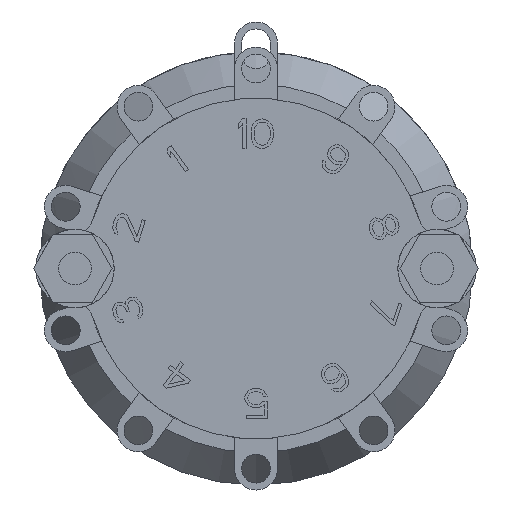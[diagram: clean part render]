
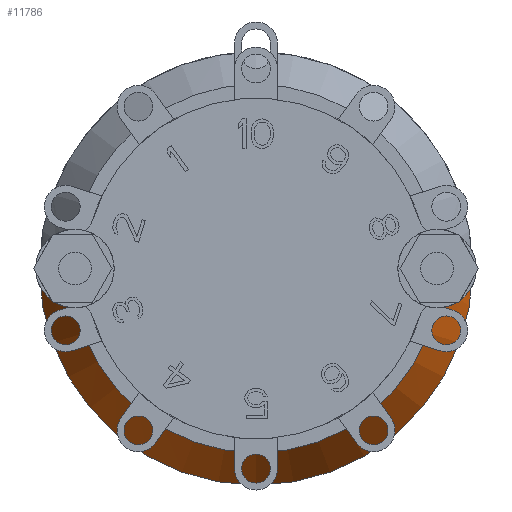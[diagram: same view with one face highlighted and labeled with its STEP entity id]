
A CAD part, front view. The second image highlights one B-rep face of the part: STEP entity #11786.
In plain terms, the highlighted conical face has half-angle 30 degrees and reference radius 11.665 mm.
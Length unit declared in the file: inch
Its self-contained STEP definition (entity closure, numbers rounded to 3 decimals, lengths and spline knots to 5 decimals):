
#2882=CARTESIAN_POINT('',(0.493,0.64394,0.));
#2916=DIRECTION('',(-0.5,0.866,0.));
#2917=VECTOR('',#2916,0.007);
#2918=CARTESIAN_POINT('',(-0.493,0.64394,0.));
#2919=LINE('',#2918,#2917);
#2920=CARTESIAN_POINT('',(-0.41676,0.52442,
-0.07798));
#2921=CARTESIAN_POINT('',(-0.42195,0.53321,
-0.07786));
#2922=CARTESIAN_POINT('',(-0.43195,0.54986,
-0.0766));
#2923=CARTESIAN_POINT('',(-0.44555,0.57179,
-0.07222));
#2924=CARTESIAN_POINT('',(-0.45775,0.59096,
-0.06572));
#2925=CARTESIAN_POINT('',(-0.46841,0.60735,
-0.05737));
#2926=CARTESIAN_POINT('',(-0.47739,0.6209,
-0.04744));
#2927=CARTESIAN_POINT('',(-0.48451,0.63149,
-0.0362));
#2928=CARTESIAN_POINT('',(-0.48955,0.6389,
-0.02412));
#2929=CARTESIAN_POINT('',(-0.49242,0.64309,
-0.01185));
#2930=CARTESIAN_POINT('',(-0.493,0.64394,-0.00388));
#2931=CARTESIAN_POINT('',(-0.493,0.64394,0.));
#2933=CARTESIAN_POINT('',(-0.41676,0.52442,
-0.07798));
#2934=CARTESIAN_POINT('',(-0.41653,0.52403,
-0.07799));
#2935=CARTESIAN_POINT('',(-0.41608,0.52326,
-0.078));
#2936=CARTESIAN_POINT('',(-0.41539,0.5221,
-0.07803));
#2937=CARTESIAN_POINT('',(-0.41494,0.52134,
-0.07806));
#2938=CARTESIAN_POINT('',(-0.41472,0.52096,
-0.07807));
#2940=CARTESIAN_POINT('',(0.,0.52096,0.));
#2941=DIRECTION('',(0.,1.,0.));
#2942=DIRECTION('',(0.983,0.,-0.185));
#2943=AXIS2_PLACEMENT_3D('',#2940,#2941,#2942);
#2945=CARTESIAN_POINT('',(0.41472,0.52096,
-0.07807));
#2946=CARTESIAN_POINT('',(0.41494,0.52134,
-0.07806));
#2947=CARTESIAN_POINT('',(0.41539,0.5221,
-0.07803));
#2948=CARTESIAN_POINT('',(0.41608,0.52326,
-0.078));
#2949=CARTESIAN_POINT('',(0.41653,0.52403,
-0.07799));
#2950=CARTESIAN_POINT('',(0.41676,0.52442,
-0.07798));
#2952=CARTESIAN_POINT('',(0.493,0.64394,0.));
#2953=CARTESIAN_POINT('',(0.493,0.64394,-0.004));
#2954=CARTESIAN_POINT('',(0.49237,0.64303,
-0.01207));
#2955=CARTESIAN_POINT('',(0.48959,0.63896,
-0.0239));
#2956=CARTESIAN_POINT('',(0.48474,0.63182,
-0.03574));
#2957=CARTESIAN_POINT('',(0.47776,0.62145,
-0.04695));
#2958=CARTESIAN_POINT('',(0.46888,0.60806,
-0.05693));
#2959=CARTESIAN_POINT('',(0.45824,0.59172,
-0.0654));
#2960=CARTESIAN_POINT('',(0.44597,0.57245,
-0.07205));
#2961=CARTESIAN_POINT('',(0.43223,0.55032,
-0.07655));
#2962=CARTESIAN_POINT('',(0.42205,0.53338,
-0.07786));
#2963=CARTESIAN_POINT('',(0.41676,0.52442,
-0.07798));
#2965=DIRECTION('',(0.5,0.866,0.));
#2966=VECTOR('',#2965,0.007);
#2967=CARTESIAN_POINT('',(0.493,0.64394,0.));
#2968=LINE('',#2967,#2966);
#3070=CARTESIAN_POINT('',(0.,0.65,0.));
#3071=DIRECTION('',(0.,1.,0.));
#3072=DIRECTION('',(1.,0.,0.));
#3073=AXIS2_PLACEMENT_3D('',#3070,#3071,#3072);
#7250=CARTESIAN_POINT('',(0.4965,0.65,0.));
#7252=VERTEX_POINT('',#7250);
#7254=CARTESIAN_POINT('',(-0.4965,0.65,0.));
#7256=VERTEX_POINT('',#7254);
#7472=CARTESIAN_POINT('',(-0.41472,0.52096,
-0.07807));
#7473=VERTEX_POINT('',#7472);
#7474=CARTESIAN_POINT('',(-0.493,0.64394,0.));
#7475=VERTEX_POINT('',#7474);
#7478=CARTESIAN_POINT('',(0.41472,0.52096,
-0.07807));
#7479=VERTEX_POINT('',#7478);
#7485=VERTEX_POINT('',#2920);
#7491=VERTEX_POINT('',#2882);
#7492=VERTEX_POINT('',#2963);
#11767=CARTESIAN_POINT('',(0.,0.58548,0.));
#11768=DIRECTION('',(0.,1.,0.));
#11769=DIRECTION('',(1.,0.,0.));
#11770=AXIS2_PLACEMENT_3D('',#11767,#11768,#11769);
#11771=CONICAL_SURFACE('',#11770,0.45925,30.);
#11772=ORIENTED_EDGE('',*,*,#11750,.F.);
#11773=ORIENTED_EDGE('',*,*,#10413,.F.);
#11774=ORIENTED_EDGE('',*,*,#10439,.T.);
#11776=ORIENTED_EDGE('',*,*,#11775,.F.);
#11778=ORIENTED_EDGE('',*,*,#11777,.T.);
#11780=ORIENTED_EDGE('',*,*,#11779,.F.);
#11781=ORIENTED_EDGE('',*,*,#11754,.T.);
#11783=ORIENTED_EDGE('',*,*,#11782,.T.);
#11784=EDGE_LOOP('',(#11772,#11773,#11774,#11776,#11778,#11780,#11781,#11783));
#11785=FACE_OUTER_BOUND('',#11784,.F.);
#11786=ADVANCED_FACE('',(#11785),#11771,.T.);
#2932=B_SPLINE_CURVE_WITH_KNOTS('',3,(#2920,#2921,#2922,#2923,#2924,#2925,#2926,
#2927,#2928,#2929,#2930,#2931),.UNSPECIFIED.,.F.,.F.,(4,1,1,1,1,1,1,1,1,4),
(0.,0.11111,0.22222,0.33333,0.44444,
0.55556,0.66667,0.77778,0.88889,1.),
.UNSPECIFIED.);
#2939=B_SPLINE_CURVE_WITH_KNOTS('',3,(#2933,#2934,#2935,#2936,#2937,#2938),
.UNSPECIFIED.,.F.,.F.,(4,1,1,4),(0.,0.33333,0.66667,1.),
.UNSPECIFIED.);
#2944=CIRCLE('',#2943,0.422);
#2951=B_SPLINE_CURVE_WITH_KNOTS('',3,(#2945,#2946,#2947,#2948,#2949,#2950),
.UNSPECIFIED.,.F.,.F.,(4,1,1,4),(0.,0.33333,0.66667,1.),
.UNSPECIFIED.);
#2964=B_SPLINE_CURVE_WITH_KNOTS('',3,(#2952,#2953,#2954,#2955,#2956,#2957,#2958,
#2959,#2960,#2961,#2962,#2963),.UNSPECIFIED.,.F.,.F.,(4,1,1,1,1,1,1,1,1,4),
(0.,0.11111,0.22222,0.33333,0.44444,
0.55556,0.66667,0.77778,0.88889,1.),
.UNSPECIFIED.);
#3074=CIRCLE('',#3073,0.4965);
#10413=EDGE_CURVE('',#7485,#7475,#2932,.T.);
#10439=EDGE_CURVE('',#7485,#7473,#2939,.T.);
#11750=EDGE_CURVE('',#7475,#7256,#2919,.T.);
#11754=EDGE_CURVE('',#7491,#7252,#2968,.T.);
#11775=EDGE_CURVE('',#7479,#7473,#2944,.T.);
#11777=EDGE_CURVE('',#7479,#7492,#2951,.T.);
#11779=EDGE_CURVE('',#7491,#7492,#2964,.T.);
#11782=EDGE_CURVE('',#7252,#7256,#3074,.T.);
